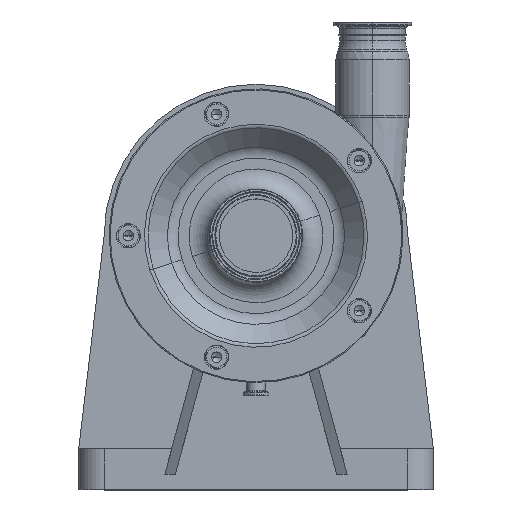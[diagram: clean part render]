
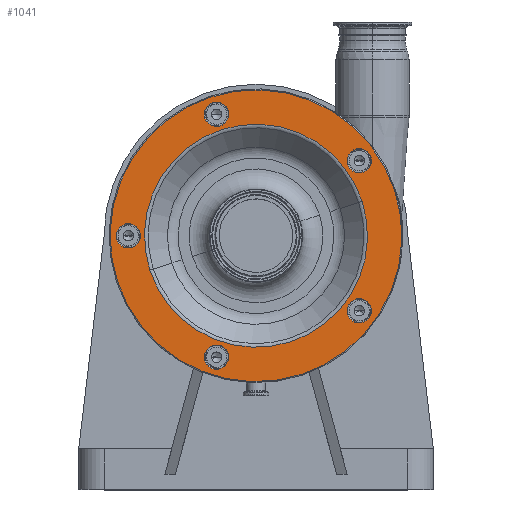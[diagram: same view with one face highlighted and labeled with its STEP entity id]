
A CAD part, top view. The second image highlights one B-rep face of the part: STEP entity #1041.
In plain terms, the highlighted planar face has unit normal (0, 0, 1).
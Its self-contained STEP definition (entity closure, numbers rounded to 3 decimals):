
#419 = VERTEX_POINT ( 'NONE', #4305 ) ;
#564 = EDGE_LOOP ( 'NONE', ( #15280, #3909 ) ) ;
#572 = DIRECTION ( 'NONE',  ( 0.951, 0.309, 0. ) ) ;
#615 = VERTEX_POINT ( 'NONE', #8338 ) ;
#711 = CARTESIAN_POINT ( 'NONE',  ( -44.498, 136.952, 294.5 ) ) ;
#803 = CIRCLE ( 'NONE', #19721, 12. ) ;
#1016 = FACE_BOUND ( 'NONE', #15160, .T. ) ;
#1041 = ADVANCED_FACE ( 'NONE', ( #8908, #13505, #18174, #1016, #7144, #8603, #16615 ), #15054, .F. ) ;
#1065 = VERTEX_POINT ( 'NONE', #1866 ) ;
#1100 = AXIS2_PLACEMENT_3D ( 'NONE', #16009, #1766, #1872 ) ;
#1171 = VERTEX_POINT ( 'NONE', #15900 ) ;
#1355 = CARTESIAN_POINT ( 'NONE',  ( -27.523, 123.541, 294.5 ) ) ;
#1561 = EDGE_CURVE ( 'NONE', #18130, #3827, #17551, .T. ) ;
#1766 = DIRECTION ( 'NONE',  ( 0., 0., 1. ) ) ;
#1840 = CARTESIAN_POINT ( 'NONE',  ( 0., 0., 294.5 ) ) ;
#1866 = CARTESIAN_POINT ( 'NONE',  ( -27.523, -116.125, 294.5 ) ) ;
#1872 = DIRECTION ( 'NONE',  ( 0.951, 0.309, 0. ) ) ;
#2034 = DIRECTION ( 'NONE',  ( 0., 0., 1. ) ) ;
#2097 = EDGE_LOOP ( 'NONE', ( #20461, #15878 ) ) ;
#2597 = CIRCLE ( 'NONE', #10550, 12. ) ;
#2974 = AXIS2_PLACEMENT_3D ( 'NONE', #711, #19831, #6418 ) ;
#3243 = ORIENTED_EDGE ( 'NONE', *, *, #9666, .T. ) ;
#3726 = CARTESIAN_POINT ( 'NONE',  ( 101.936, 74.061, 294.5 ) ) ;
#3827 = VERTEX_POINT ( 'NONE', #11793 ) ;
#3838 = EDGE_CURVE ( 'NONE', #1171, #6239, #18405, .T. ) ;
#3909 = ORIENTED_EDGE ( 'NONE', *, *, #5398, .F. ) ;
#3985 = CARTESIAN_POINT ( 'NONE',  ( -50.349, 116.125, 294.5 ) ) ;
#4093 = DIRECTION ( 'NONE',  ( 0., 0., 1. ) ) ;
#4305 = CARTESIAN_POINT ( 'NONE',  ( -114.587, 3.708, 294.5 ) ) ;
#4583 = EDGE_CURVE ( 'NONE', #18614, #419, #7475, .T. ) ;
#4608 = DIRECTION ( 'NONE',  ( 0.951, 0.309, 0. ) ) ;
#4829 = CARTESIAN_POINT ( 'NONE',  ( -50.349, -123.541, 294.5 ) ) ;
#4960 = DIRECTION ( 'NONE',  ( 0., 0., 1. ) ) ;
#4962 = EDGE_LOOP ( 'NONE', ( #19607, #17166 ) ) ;
#5218 = ORIENTED_EDGE ( 'NONE', *, *, #6325, .F. ) ;
#5398 = EDGE_CURVE ( 'NONE', #5698, #11877, #14486, .T. ) ;
#5630 = AXIS2_PLACEMENT_3D ( 'NONE', #6278, #2034, #11374 ) ;
#5698 = VERTEX_POINT ( 'NONE', #9247 ) ;
#5720 = EDGE_CURVE ( 'NONE', #3827, #18130, #13518, .T. ) ;
#5861 = AXIS2_PLACEMENT_3D ( 'NONE', #11323, #16333, #11744 ) ;
#6042 = CARTESIAN_POINT ( 'NONE',  ( 113.349, -70.353, 294.5 ) ) ;
#6239 = VERTEX_POINT ( 'NONE', #17507 ) ;
#6278 = CARTESIAN_POINT ( 'NONE',  ( -38.936, -119.833, 294.5 ) ) ;
#6325 = EDGE_CURVE ( 'NONE', #10510, #12285, #14866, .T. ) ;
#6418 = DIRECTION ( 'NONE',  ( -0.951, -0.309, 0. ) ) ;
#6540 = ORIENTED_EDGE ( 'NONE', *, *, #5720, .F. ) ;
#7144 = FACE_BOUND ( 'NONE', #17963, .T. ) ;
#7189 = EDGE_CURVE ( 'NONE', #6239, #1171, #2597, .T. ) ;
#7405 = CARTESIAN_POINT ( 'NONE',  ( 0., 0., 294.5 ) ) ;
#7425 = AXIS2_PLACEMENT_3D ( 'NONE', #19719, #15043, #9845 ) ;
#7475 = CIRCLE ( 'NONE', #9806, 12. ) ;
#8013 = AXIS2_PLACEMENT_3D ( 'NONE', #10473, #15270, #13601 ) ;
#8031 = CIRCLE ( 'NONE', #8013, 12. ) ;
#8161 = AXIS2_PLACEMENT_3D ( 'NONE', #12913, #15637, #4608 ) ;
#8171 = DIRECTION ( 'NONE',  ( 0.951, 0.309, 0. ) ) ;
#8191 = AXIS2_PLACEMENT_3D ( 'NONE', #16045, #12820, #20501 ) ;
#8338 = CARTESIAN_POINT ( 'NONE',  ( -136.952, -44.498, 294.5 ) ) ;
#8441 = ORIENTED_EDGE ( 'NONE', *, *, #19918, .F. ) ;
#8554 = EDGE_LOOP ( 'NONE', ( #3243, #15495 ) ) ;
#8603 = FACE_OUTER_BOUND ( 'NONE', #8554, .T. ) ;
#8908 = FACE_BOUND ( 'NONE', #20131, .T. ) ;
#8921 = CARTESIAN_POINT ( 'NONE',  ( 101.936, -74.061, 294.5 ) ) ;
#9069 = CIRCLE ( 'NONE', #17060, 12. ) ;
#9247 = CARTESIAN_POINT ( 'NONE',  ( 90.523, -77.769, 294.5 ) ) ;
#9280 = VERTEX_POINT ( 'NONE', #4829 ) ;
#9666 = EDGE_CURVE ( 'NONE', #10491, #615, #15365, .T. ) ;
#9691 = ORIENTED_EDGE ( 'NONE', *, *, #7189, .F. ) ;
#9746 = DIRECTION ( 'NONE',  ( 0.951, 0.309, 0. ) ) ;
#9806 = AXIS2_PLACEMENT_3D ( 'NONE', #9997, #9896, #10107 ) ;
#9845 = DIRECTION ( 'NONE',  ( 0.951, 0.309, 0. ) ) ;
#9896 = DIRECTION ( 'NONE',  ( 0., 0., 1. ) ) ;
#9997 = CARTESIAN_POINT ( 'NONE',  ( -126., 0., 294.5 ) ) ;
#10107 = DIRECTION ( 'NONE',  ( 0.951, 0.309, 0. ) ) ;
#10158 = EDGE_CURVE ( 'NONE', #419, #18614, #18693, .T. ) ;
#10473 = CARTESIAN_POINT ( 'NONE',  ( -38.936, -119.833, 294.5 ) ) ;
#10491 = VERTEX_POINT ( 'NONE', #19690 ) ;
#10510 = VERTEX_POINT ( 'NONE', #3985 ) ;
#10550 = AXIS2_PLACEMENT_3D ( 'NONE', #3726, #4960, #9746 ) ;
#11027 = AXIS2_PLACEMENT_3D ( 'NONE', #7405, #13460, #16474 ) ;
#11135 = ORIENTED_EDGE ( 'NONE', *, *, #1561, .F. ) ;
#11323 = CARTESIAN_POINT ( 'NONE',  ( 0., 0., 294.5 ) ) ;
#11374 = DIRECTION ( 'NONE',  ( 0.951, 0.309, 0. ) ) ;
#11744 = DIRECTION ( 'NONE',  ( 0.951, 0.309, 0. ) ) ;
#11793 = CARTESIAN_POINT ( 'NONE',  ( 104.684, 34.014, 294.5 ) ) ;
#11877 = VERTEX_POINT ( 'NONE', #6042 ) ;
#12285 = VERTEX_POINT ( 'NONE', #1355 ) ;
#12646 = DIRECTION ( 'NONE',  ( 0.951, 0.309, 0. ) ) ;
#12702 = CARTESIAN_POINT ( 'NONE',  ( -104.684, -34.014, 294.5 ) ) ;
#12820 = DIRECTION ( 'NONE',  ( 0., 0., 1. ) ) ;
#12913 = CARTESIAN_POINT ( 'NONE',  ( 101.936, -74.061, 294.5 ) ) ;
#13256 = CARTESIAN_POINT ( 'NONE',  ( 101.936, 74.061, 294.5 ) ) ;
#13460 = DIRECTION ( 'NONE',  ( 0., 0., 1. ) ) ;
#13505 = FACE_BOUND ( 'NONE', #564, .T. ) ;
#13518 = CIRCLE ( 'NONE', #5861, 110.071 ) ;
#13601 = DIRECTION ( 'NONE',  ( 0.951, 0.309, 0. ) ) ;
#14039 = EDGE_CURVE ( 'NONE', #9280, #1065, #15947, .T. ) ;
#14320 = CARTESIAN_POINT ( 'NONE',  ( -38.936, 119.833, 294.5 ) ) ;
#14486 = CIRCLE ( 'NONE', #8161, 12. ) ;
#14866 = CIRCLE ( 'NONE', #8191, 12. ) ;
#15043 = DIRECTION ( 'NONE',  ( 0., 0., 1. ) ) ;
#15054 = PLANE ( 'NONE',  #2974 ) ;
#15098 = AXIS2_PLACEMENT_3D ( 'NONE', #13256, #4093, #572 ) ;
#15160 = EDGE_LOOP ( 'NONE', ( #8441, #5218 ) ) ;
#15270 = DIRECTION ( 'NONE',  ( 0., 0., 1. ) ) ;
#15276 = DIRECTION ( 'NONE',  ( 0., 0., 1. ) ) ;
#15280 = ORIENTED_EDGE ( 'NONE', *, *, #19758, .F. ) ;
#15365 = CIRCLE ( 'NONE', #11027, 144. ) ;
#15495 = ORIENTED_EDGE ( 'NONE', *, *, #20033, .T. ) ;
#15637 = DIRECTION ( 'NONE',  ( 0., 0., 1. ) ) ;
#15792 = DIRECTION ( 'NONE',  ( 0., 0., 1. ) ) ;
#15878 = ORIENTED_EDGE ( 'NONE', *, *, #14039, .F. ) ;
#15900 = CARTESIAN_POINT ( 'NONE',  ( 113.349, 77.769, 294.5 ) ) ;
#15947 = CIRCLE ( 'NONE', #5630, 12. ) ;
#16009 = CARTESIAN_POINT ( 'NONE',  ( -126., 0., 294.5 ) ) ;
#16045 = CARTESIAN_POINT ( 'NONE',  ( -38.936, 119.833, 294.5 ) ) ;
#16219 = CARTESIAN_POINT ( 'NONE',  ( -137.413, -3.708, 294.5 ) ) ;
#16288 = DIRECTION ( 'NONE',  ( 0., 0., 1. ) ) ;
#16333 = DIRECTION ( 'NONE',  ( 0., 0., 1. ) ) ;
#16474 = DIRECTION ( 'NONE',  ( 0.951, 0.309, 0. ) ) ;
#16615 = FACE_BOUND ( 'NONE', #4962, .T. ) ;
#17060 = AXIS2_PLACEMENT_3D ( 'NONE', #8921, #15276, #20053 ) ;
#17102 = ORIENTED_EDGE ( 'NONE', *, *, #3838, .F. ) ;
#17166 = ORIENTED_EDGE ( 'NONE', *, *, #4583, .F. ) ;
#17507 = CARTESIAN_POINT ( 'NONE',  ( 90.523, 70.353, 294.5 ) ) ;
#17551 = CIRCLE ( 'NONE', #18867, 110.071 ) ;
#17569 = EDGE_CURVE ( 'NONE', #1065, #9280, #8031, .T. ) ;
#17963 = EDGE_LOOP ( 'NONE', ( #6540, #11135 ) ) ;
#18130 = VERTEX_POINT ( 'NONE', #12702 ) ;
#18174 = FACE_BOUND ( 'NONE', #2097, .T. ) ;
#18405 = CIRCLE ( 'NONE', #15098, 12. ) ;
#18614 = VERTEX_POINT ( 'NONE', #16219 ) ;
#18693 = CIRCLE ( 'NONE', #1100, 12. ) ;
#18867 = AXIS2_PLACEMENT_3D ( 'NONE', #1840, #16288, #12646 ) ;
#19402 = CIRCLE ( 'NONE', #7425, 144. ) ;
#19607 = ORIENTED_EDGE ( 'NONE', *, *, #10158, .F. ) ;
#19690 = CARTESIAN_POINT ( 'NONE',  ( 136.952, 44.498, 294.5 ) ) ;
#19719 = CARTESIAN_POINT ( 'NONE',  ( 0., 0., 294.5 ) ) ;
#19721 = AXIS2_PLACEMENT_3D ( 'NONE', #14320, #15792, #8171 ) ;
#19758 = EDGE_CURVE ( 'NONE', #11877, #5698, #9069, .T. ) ;
#19831 = DIRECTION ( 'NONE',  ( 0., 0., -1. ) ) ;
#19918 = EDGE_CURVE ( 'NONE', #12285, #10510, #803, .T. ) ;
#20033 = EDGE_CURVE ( 'NONE', #615, #10491, #19402, .T. ) ;
#20053 = DIRECTION ( 'NONE',  ( 0.951, 0.309, 0. ) ) ;
#20131 = EDGE_LOOP ( 'NONE', ( #17102, #9691 ) ) ;
#20461 = ORIENTED_EDGE ( 'NONE', *, *, #17569, .F. ) ;
#20501 = DIRECTION ( 'NONE',  ( 0.951, 0.309, 0. ) ) ;
